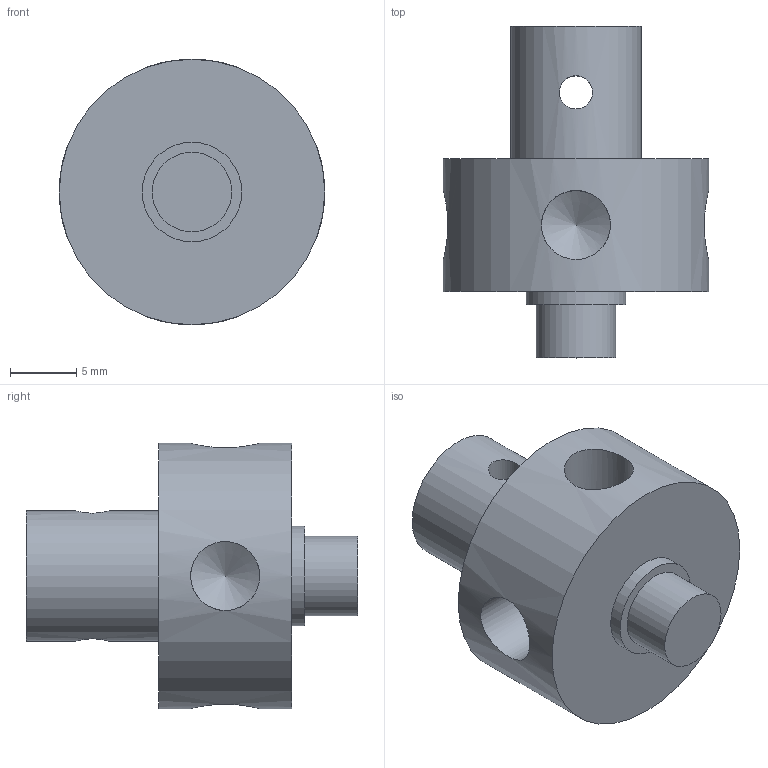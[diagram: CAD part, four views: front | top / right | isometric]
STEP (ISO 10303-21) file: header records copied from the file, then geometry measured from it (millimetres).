
FILE_DESCRIPTION(/* description */ ('STEP AP242','CAx-IF Rec.Pracs.---Representation and Presentation of Product Manufacturing Information (PMI)---4.0---2014-10-13','CAx-IF Rec.Pracs.---3D Tessellated Geometry---0.4---2014-09-14','2;1'),/* implementation_level */ '2;1');
FILE_NAME(/* name */ '674c6c201273f210938dd035',/* time_stamp */ '2024-12-01T14:01:05Z',/* author */ (''),/* organization */ (''),/* preprocessor_version */ 'ST-DEVELOPER v20',/* originating_system */ 'ONSHAPE BY PTC INC, 1.190',/* authorisation */ ' ');
FILE_SCHEMA (('AP242_MANAGED_MODEL_BASED_3D_ENGINEERING_MIM_LF { 1 0 10303 442 1 1 4 }'));
Length unit declared in the file: metre
Products named in the file (1): Part 1
Bounding box: 20 x 25 x 20 mm (x, y, z)
Volume: 3514.9 mm3; surface area: 2080.8 mm2
Topology: 1 solids, 1 shells, 18 faces, 49 edges, 34 vertices
Faces by surface type: cylinder 9, plane 5, cone 4
Full cylindrical faces by diameter (mm): 2.5 x1, 5.2 x4, 6 x1, 7.5 x1, 9.8 x1, 20 x1
Entity records: 448 total; most frequent: CARTESIAN_POINT 119, DIRECTION 62, FACE_BOUND 40, ORIENTED_EDGE 36, EDGE_LOOP 36, AXIS2_PLACEMENT_3D 31, VERTEX_POINT 22, EDGE_CURVE 18
